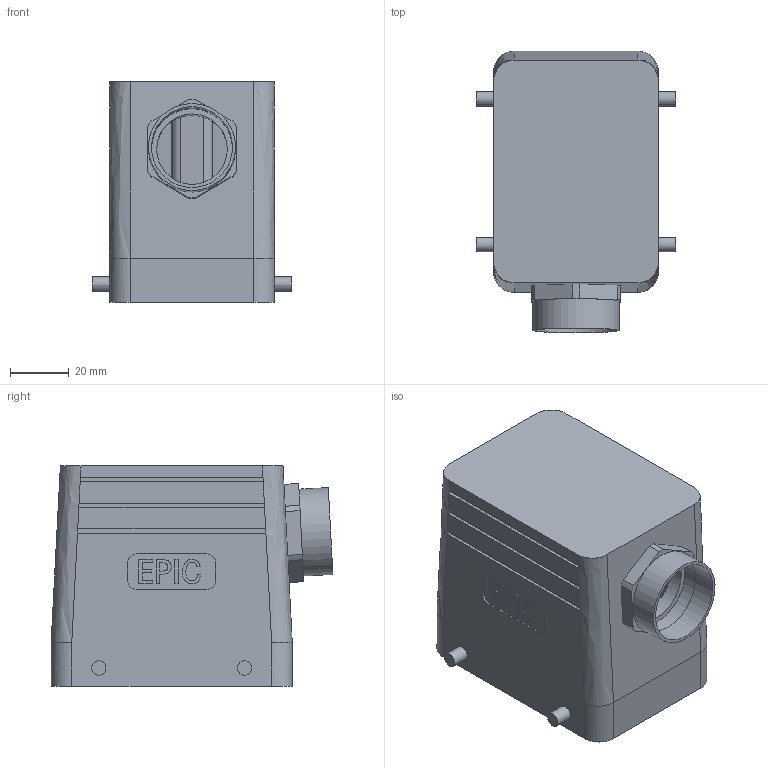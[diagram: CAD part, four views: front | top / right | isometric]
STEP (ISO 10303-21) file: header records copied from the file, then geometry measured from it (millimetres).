
FILE_DESCRIPTION( ( 'Unknown' ), '1' );
FILE_NAME( 'H_A_32_TS_21_C.stp', 'Unknown', ( 'Unknown' ), ( 'Unknown' ), 'PSStep 11.0', 'Unknown', ' ' );
FILE_SCHEMA( ( 'AUTOMOTIVE_DESIGN { 1 0 10303 214 1 1 1 1 }' ) );
Length unit declared in the file: millimetre
Products named in the file (1): 1
Bounding box: 68 x 95.81 x 75 mm (x, y, z)
Volume: 100364.8 mm3; surface area: 49848.7 mm2
Topology: 1 solids, 1 shells, 182 faces, 448 edges, 289 vertices
Faces by surface type: plane 129, cylinder 40, bspline 8, extrusion 5
Full cylindrical faces by diameter (mm): 2.459 x8, 4.9 x4, 24 x1, 27.54 x2, 29.6 x1
Entity records: 7345 total; most frequent: CARTESIAN_POINT 1818, ORIENTED_EDGE 862, DIRECTION 744, EDGE_CURVE 431, VERTEX_POINT 288, AXIS2_PLACEMENT_3D 248, VECTOR 248, LINE 243
